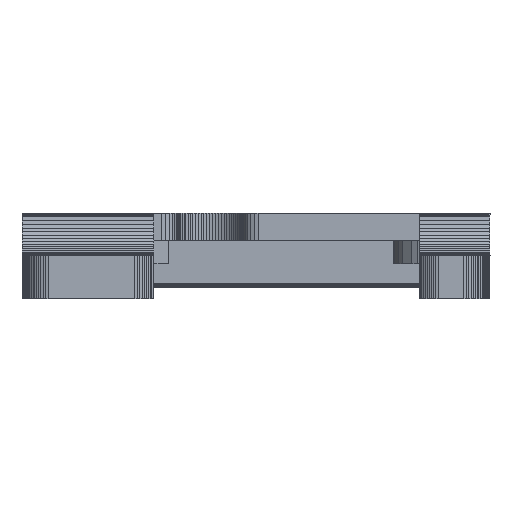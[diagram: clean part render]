
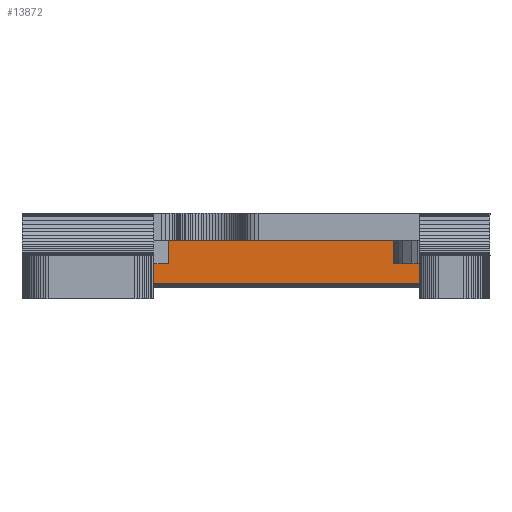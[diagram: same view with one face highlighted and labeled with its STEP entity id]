
A CAD part, left-side view. The second image highlights one B-rep face of the part: STEP entity #13872.
In plain terms, the highlighted planar face has unit normal (-1, 0, 0).
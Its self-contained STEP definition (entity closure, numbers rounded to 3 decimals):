
#277 = ORIENTED_EDGE ( 'NONE', *, *, #28072, .F. ) ;
#390 = CARTESIAN_POINT ( 'NONE',  ( 15.136, -0.44, -0.414 ) ) ;
#1437 = VECTOR ( 'NONE', #16580, 1000. ) ;
#1902 = ORIENTED_EDGE ( 'NONE', *, *, #15333, .F. ) ;
#3297 = CARTESIAN_POINT ( 'NONE',  ( 15.136, -11.89, -3.651 ) ) ;
#3958 = LINE ( 'NONE', #4165, #33833 ) ;
#4165 = CARTESIAN_POINT ( 'NONE',  ( 15.136, -10.946, -3.651 ) ) ;
#6098 = DIRECTION ( 'NONE',  ( 0., 0., -1. ) ) ;
#6188 = LINE ( 'NONE', #390, #7139 ) ;
#6395 = ORIENTED_EDGE ( 'NONE', *, *, #11711, .F. ) ;
#7139 = VECTOR ( 'NONE', #24264, 1000. ) ;
#7689 = CARTESIAN_POINT ( 'NONE',  ( 15.136, 8.71, -3.651 ) ) ;
#7736 = CARTESIAN_POINT ( 'NONE',  ( 15.136, -9.99, -2.778 ) ) ;
#7993 = VERTEX_POINT ( 'NONE', #10102 ) ;
#8132 = PLANE ( 'NONE',  #13582 ) ;
#8369 = CARTESIAN_POINT ( 'NONE',  ( 15.136, 0.51, -2.778 ) ) ;
#8740 = EDGE_LOOP ( 'NONE', ( #6395, #29166, #9037, #33241, #277, #16112, #30334, #1902 ) ) ;
#8926 = VECTOR ( 'NONE', #11997, 1000. ) ;
#9037 = ORIENTED_EDGE ( 'NONE', *, *, #15595, .F. ) ;
#9155 = VERTEX_POINT ( 'NONE', #28023 ) ;
#10102 = CARTESIAN_POINT ( 'NONE',  ( 15.136, 6.41, -2.778 ) ) ;
#10750 = EDGE_CURVE ( 'NONE', #33511, #16611, #3958, .T. ) ;
#11412 = LINE ( 'NONE', #17020, #19330 ) ;
#11627 = CARTESIAN_POINT ( 'NONE',  ( 15.136, -9.99, -3.651 ) ) ;
#11711 = EDGE_CURVE ( 'NONE', #7993, #24607, #36127, .T. ) ;
#11997 = DIRECTION ( 'NONE',  ( 0., 0., 1. ) ) ;
#13582 = AXIS2_PLACEMENT_3D ( 'NONE', #28965, #31950, #14152 ) ;
#13872 = ADVANCED_FACE ( 'NONE', ( #35491 ), #8132, .F. ) ;
#14152 = DIRECTION ( 'NONE',  ( 0., 0., -1. ) ) ;
#15333 = EDGE_CURVE ( 'NONE', #24607, #33378, #17352, .T. ) ;
#15595 = EDGE_CURVE ( 'NONE', #16611, #24835, #33638, .T. ) ;
#16112 = ORIENTED_EDGE ( 'NONE', *, *, #30654, .F. ) ;
#16580 = DIRECTION ( 'NONE',  ( 0., 1., 0. ) ) ;
#16611 = VERTEX_POINT ( 'NONE', #11627 ) ;
#17020 = CARTESIAN_POINT ( 'NONE',  ( 15.136, 11.01, -2.033 ) ) ;
#17294 = CARTESIAN_POINT ( 'NONE',  ( 15.136, 6.41, -3.212 ) ) ;
#17352 = LINE ( 'NONE', #7689, #1437 ) ;
#17974 = CARTESIAN_POINT ( 'NONE',  ( 15.136, -9.99, -3.212 ) ) ;
#19330 = VECTOR ( 'NONE', #34728, 1000. ) ;
#20143 = EDGE_CURVE ( 'NONE', #32606, #33378, #11412, .T. ) ;
#20276 = DIRECTION ( 'NONE',  ( 0., 0., -1. ) ) ;
#23964 = LINE ( 'NONE', #8369, #33756 ) ;
#24264 = DIRECTION ( 'NONE',  ( 0., -1., 0. ) ) ;
#24607 = VERTEX_POINT ( 'NONE', #27303 ) ;
#24835 = VERTEX_POINT ( 'NONE', #7736 ) ;
#26350 = VECTOR ( 'NONE', #20276, 1000. ) ;
#26955 = CARTESIAN_POINT ( 'NONE',  ( 15.136, -11.89, -2.033 ) ) ;
#27303 = CARTESIAN_POINT ( 'NONE',  ( 15.136, 6.41, -3.651 ) ) ;
#27430 = EDGE_CURVE ( 'NONE', #7993, #24835, #23964, .T. ) ;
#28023 = CARTESIAN_POINT ( 'NONE',  ( 15.136, -11.89, -0.414 ) ) ;
#28032 = DIRECTION ( 'NONE',  ( 0., 1., 0. ) ) ;
#28072 = EDGE_CURVE ( 'NONE', #9155, #33511, #37478, .T. ) ;
#28280 = CARTESIAN_POINT ( 'NONE',  ( 15.136, 11.01, -0.414 ) ) ;
#28965 = CARTESIAN_POINT ( 'NONE',  ( 15.136, 6.41, -2.773 ) ) ;
#29166 = ORIENTED_EDGE ( 'NONE', *, *, #27430, .T. ) ;
#29216 = DIRECTION ( 'NONE',  ( 0., -1., 0. ) ) ;
#30334 = ORIENTED_EDGE ( 'NONE', *, *, #20143, .T. ) ;
#30654 = EDGE_CURVE ( 'NONE', #32606, #9155, #6188, .T. ) ;
#31950 = DIRECTION ( 'NONE',  ( 1., 0., 0. ) ) ;
#32606 = VERTEX_POINT ( 'NONE', #28280 ) ;
#33241 = ORIENTED_EDGE ( 'NONE', *, *, #10750, .F. ) ;
#33378 = VERTEX_POINT ( 'NONE', #35235 ) ;
#33511 = VERTEX_POINT ( 'NONE', #3297 ) ;
#33638 = LINE ( 'NONE', #17974, #8926 ) ;
#33756 = VECTOR ( 'NONE', #29216, 1000. ) ;
#33833 = VECTOR ( 'NONE', #28032, 1000. ) ;
#34728 = DIRECTION ( 'NONE',  ( 0., 0., -1. ) ) ;
#35235 = CARTESIAN_POINT ( 'NONE',  ( 15.136, 11.01, -3.651 ) ) ;
#35491 = FACE_OUTER_BOUND ( 'NONE', #8740, .T. ) ;
#36127 = LINE ( 'NONE', #17294, #26350 ) ;
#36534 = VECTOR ( 'NONE', #6098, 1000. ) ;
#37478 = LINE ( 'NONE', #26955, #36534 ) ;
